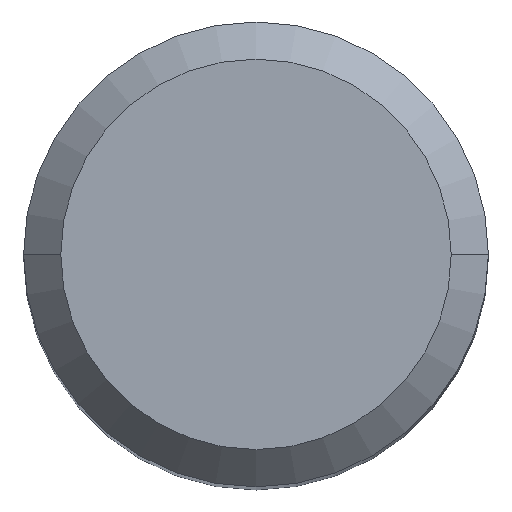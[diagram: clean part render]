
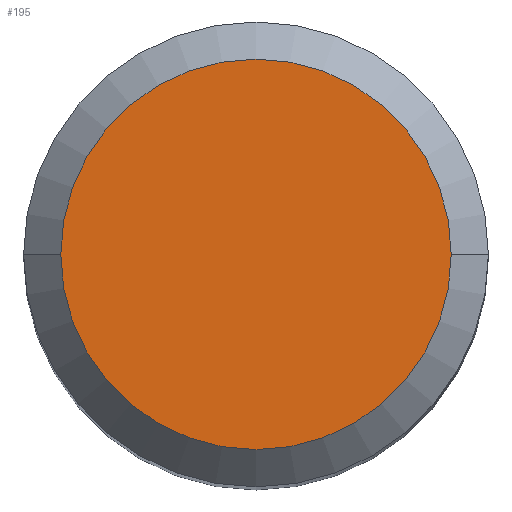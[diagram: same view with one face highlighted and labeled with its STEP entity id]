
A CAD part, top view. The second image highlights one B-rep face of the part: STEP entity #195.
In plain terms, the highlighted planar face has unit normal (0, 0, 1).
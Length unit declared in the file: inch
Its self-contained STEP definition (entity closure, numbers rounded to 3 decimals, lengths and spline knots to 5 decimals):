
#30 = DIRECTION ( 'NONE',  ( 0., 0., 1. ) ) ;
#58 = CARTESIAN_POINT ( 'NONE',  ( 0.07875, 0., 2. ) ) ;
#128 = PLANE ( 'NONE',  #589 ) ;
#155 = EDGE_LOOP ( 'NONE', ( #252, #320 ) ) ;
#195 = ADVANCED_FACE ( 'NONE', ( #516 ), #128, .T. ) ;
#200 = AXIS2_PLACEMENT_3D ( 'NONE', #891, #958, #584 ) ;
#205 = VERTEX_POINT ( 'NONE', #58 ) ;
#244 = CARTESIAN_POINT ( 'NONE',  ( -0.07875, 0., 2. ) ) ;
#252 = ORIENTED_EDGE ( 'NONE', *, *, #539, .T. ) ;
#288 = DIRECTION ( 'NONE',  ( 0., 0., 1. ) ) ;
#320 = ORIENTED_EDGE ( 'NONE', *, *, #979, .T. ) ;
#374 = DIRECTION ( 'NONE',  ( 1., 0., 0. ) ) ;
#473 = CIRCLE ( 'NONE', #200, 0.07875 ) ;
#489 = DIRECTION ( 'NONE',  ( 1., 0., 0. ) ) ;
#516 = FACE_OUTER_BOUND ( 'NONE', #155, .T. ) ;
#539 = EDGE_CURVE ( 'NONE', #945, #205, #473, .T. ) ;
#558 = AXIS2_PLACEMENT_3D ( 'NONE', #793, #30, #489 ) ;
#584 = DIRECTION ( 'NONE',  ( 1., 0., 0. ) ) ;
#589 = AXIS2_PLACEMENT_3D ( 'NONE', #755, #288, #374 ) ;
#591 = CIRCLE ( 'NONE', #558, 0.07875 ) ;
#755 = CARTESIAN_POINT ( 'NONE',  ( 0., 0., 2. ) ) ;
#793 = CARTESIAN_POINT ( 'NONE',  ( 0., 0., 2. ) ) ;
#891 = CARTESIAN_POINT ( 'NONE',  ( 0., 0., 2. ) ) ;
#945 = VERTEX_POINT ( 'NONE', #244 ) ;
#958 = DIRECTION ( 'NONE',  ( 0., 0., 1. ) ) ;
#979 = EDGE_CURVE ( 'NONE', #205, #945, #591, .T. ) ;
